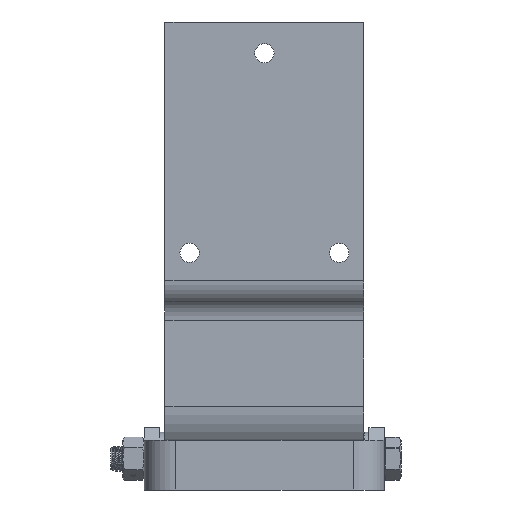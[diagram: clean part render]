
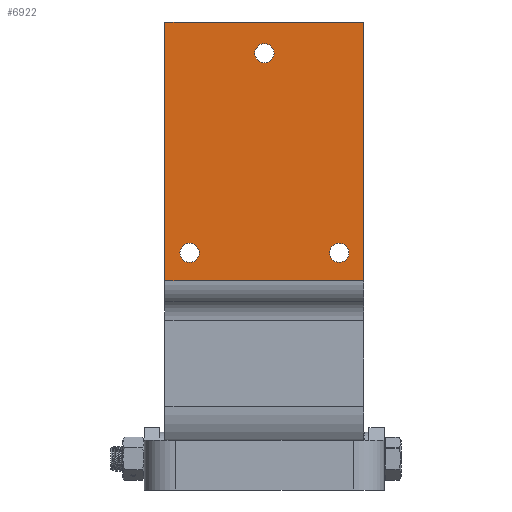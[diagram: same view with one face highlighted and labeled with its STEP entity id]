
A CAD part, front view. The second image highlights one B-rep face of the part: STEP entity #6922.
In plain terms, the highlighted planar face has unit normal (0, -1, 0).
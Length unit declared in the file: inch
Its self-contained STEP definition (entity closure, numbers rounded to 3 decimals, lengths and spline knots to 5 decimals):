
#6352=CARTESIAN_POINT('',(2.66702,0.,8.75025));
#6353=VERTEX_POINT('',#6352);
#6354=CARTESIAN_POINT('',(2.47452,0.,8.75025));
#6355=DIRECTION('',(0.0,1.0,0.0));
#6356=DIRECTION('',(-1.0,0.0,0.0));
#6357=AXIS2_PLACEMENT_3D('',#6354,#6355,#6356);
#6358=CIRCLE('',#6357,0.1925);
#6359=EDGE_CURVE('',#6353,#6353,#6358,.T.);
#6380=CARTESIAN_POINT('',(1.16702,0.,4.75025));
#6381=VERTEX_POINT('',#6380);
#6382=CARTESIAN_POINT('',(0.97452,0.,4.75025));
#6383=DIRECTION('',(0.0,1.0,0.0));
#6384=DIRECTION('',(-1.0,0.0,0.0));
#6385=AXIS2_PLACEMENT_3D('',#6382,#6383,#6384);
#6386=CIRCLE('',#6385,0.1925);
#6387=EDGE_CURVE('',#6381,#6381,#6386,.T.);
#6408=CARTESIAN_POINT('',(4.16702,0.,4.75025));
#6409=VERTEX_POINT('',#6408);
#6410=CARTESIAN_POINT('',(3.97452,0.,4.75025));
#6411=DIRECTION('',(0.0,1.0,0.0));
#6412=DIRECTION('',(-1.0,0.0,0.0));
#6413=AXIS2_PLACEMENT_3D('',#6410,#6411,#6412);
#6414=CIRCLE('',#6413,0.1925);
#6415=EDGE_CURVE('',#6409,#6409,#6414,.T.);
#6874=CARTESIAN_POINT('',(2.47452,0.,4.19209));
#6875=DIRECTION('',(0.0,-1.0,0.0));
#6876=DIRECTION('',(0.0,0.0,1.0));
#6877=AXIS2_PLACEMENT_3D('',#6874,#6875,#6876);
#6878=PLANE('',#6877);
#6879=CARTESIAN_POINT('',(4.46702,0.,9.375));
#6880=VERTEX_POINT('',#6879);
#6881=CARTESIAN_POINT('',(4.46702,0.,4.19209));
#6882=VERTEX_POINT('',#6881);
#6883=CARTESIAN_POINT('',(4.46702,0.,9.375));
#6884=DIRECTION('',(0.0,0.0,-1.0));
#6885=VECTOR('',#6884,5.18291);
#6886=LINE('',#6883,#6885);
#6887=EDGE_CURVE('',#6880,#6882,#6886,.T.);
#6888=ORIENTED_EDGE('',*,*,#6887,.F.);
#6889=CARTESIAN_POINT('',(0.48202,0.,9.375));
#6890=VERTEX_POINT('',#6889);
#6891=CARTESIAN_POINT('',(0.48202,0.,9.375));
#6892=DIRECTION('',(1.0,0.0,0.0));
#6893=VECTOR('',#6892,3.985);
#6894=LINE('',#6891,#6893);
#6895=EDGE_CURVE('',#6890,#6880,#6894,.T.);
#6896=ORIENTED_EDGE('',*,*,#6895,.F.);
#6897=CARTESIAN_POINT('',(0.48202,0.,4.19209));
#6898=VERTEX_POINT('',#6897);
#6899=CARTESIAN_POINT('',(0.48202,0.,4.19209));
#6900=DIRECTION('',(0.0,0.0,1.0));
#6901=VECTOR('',#6900,5.18291);
#6902=LINE('',#6899,#6901);
#6903=EDGE_CURVE('',#6898,#6890,#6902,.T.);
#6904=ORIENTED_EDGE('',*,*,#6903,.F.);
#6905=CARTESIAN_POINT('',(4.46702,0.,4.19209));
#6906=DIRECTION('',(-1.0,0.0,0.0));
#6907=VECTOR('',#6906,3.985);
#6908=LINE('',#6905,#6907);
#6909=EDGE_CURVE('',#6882,#6898,#6908,.T.);
#6910=ORIENTED_EDGE('',*,*,#6909,.F.);
#6911=EDGE_LOOP('',(#6888,#6896,#6904,#6910));
#6912=FACE_OUTER_BOUND('',#6911,.T.);
#6913=ORIENTED_EDGE('',*,*,#6359,.T.);
#6914=EDGE_LOOP('',(#6913));
#6915=FACE_BOUND('',#6914,.T.);
#6916=ORIENTED_EDGE('',*,*,#6387,.T.);
#6917=EDGE_LOOP('',(#6916));
#6918=FACE_BOUND('',#6917,.T.);
#6919=ORIENTED_EDGE('',*,*,#6415,.T.);
#6920=EDGE_LOOP('',(#6919));
#6921=FACE_BOUND('',#6920,.T.);
#6922=ADVANCED_FACE('',(#6912,#6915,#6918,#6921),#6878,.T.);
